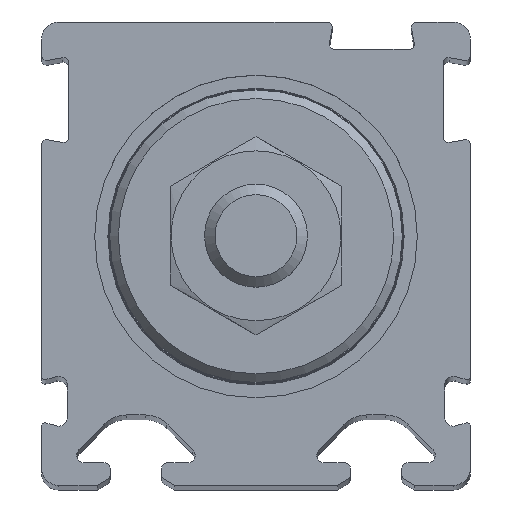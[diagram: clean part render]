
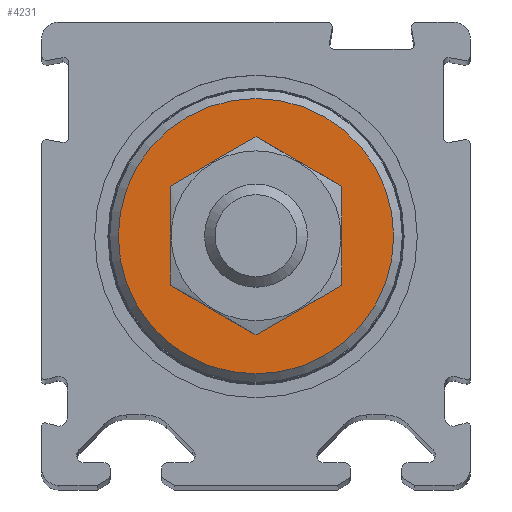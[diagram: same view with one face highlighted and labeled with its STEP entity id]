
A CAD part, top view. The second image highlights one B-rep face of the part: STEP entity #4231.
In plain terms, the highlighted planar face has unit normal (0, 0, 1).
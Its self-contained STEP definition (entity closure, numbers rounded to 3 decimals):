
#430=CIRCLE('',#4721,4.4);
#431=CIRCLE('',#4723,8.025);
#1191=ORIENTED_EDGE('',*,*,#2045,.F.);
#1192=ORIENTED_EDGE('',*,*,#2044,.T.);
#2044=EDGE_CURVE('',#2541,#2541,#430,.T.);
#2045=EDGE_CURVE('',#2542,#2542,#431,.T.);
#2541=VERTEX_POINT('',#7039);
#2542=VERTEX_POINT('',#7042);
#3433=EDGE_LOOP('',(#1191));
#3434=EDGE_LOOP('',(#1192));
#3805=FACE_BOUND('',#3433,.T.);
#3806=FACE_BOUND('',#3434,.T.);
#4046=PLANE('',#4722);
#4231=ADVANCED_FACE('',(#3805,#3806),#4046,.F.);
#4721=AXIS2_PLACEMENT_3D('',#7038,#5723,#5724);
#4722=AXIS2_PLACEMENT_3D('',#7040,#5725,#5726);
#4723=AXIS2_PLACEMENT_3D('',#7041,#5727,#5728);
#5723=DIRECTION('',(0.,0.,-1.));
#5724=DIRECTION('',(-1.,0.,0.));
#5725=DIRECTION('',(0.,0.,-1.));
#5726=DIRECTION('',(-1.,0.,0.));
#5727=DIRECTION('',(0.,0.,-1.));
#5728=DIRECTION('',(-1.,0.,0.));
#7038=CARTESIAN_POINT('',(0.,0.,0.));
#7039=CARTESIAN_POINT('',(-4.4,0.,0.));
#7040=CARTESIAN_POINT('',(0.,4.4,0.));
#7041=CARTESIAN_POINT('',(0.,0.,0.));
#7042=CARTESIAN_POINT('',(-8.025,0.,0.));
